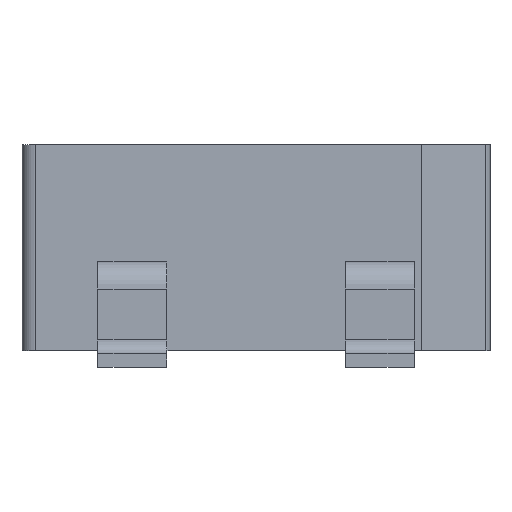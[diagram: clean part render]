
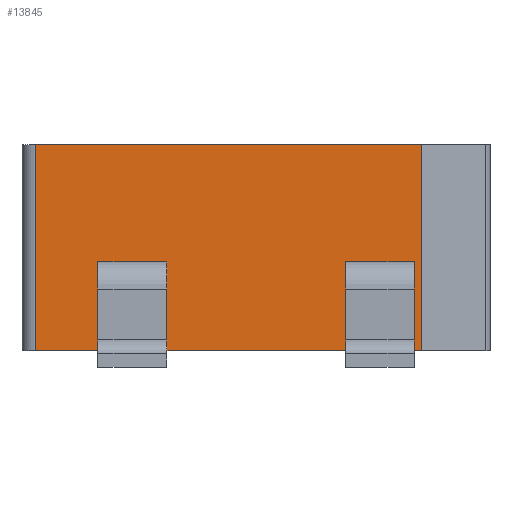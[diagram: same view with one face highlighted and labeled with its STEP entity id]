
A CAD part, left-side view. The second image highlights one B-rep face of the part: STEP entity #13845.
In plain terms, the highlighted planar face has unit normal (-1, 0, 0).
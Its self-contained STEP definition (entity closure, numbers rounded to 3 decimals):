
#190 = DIRECTION ( 'NONE',  ( 0., -1., 0. ) ) ;
#214 = EDGE_CURVE ( 'NONE', #6681, #3255, #10764, .T. ) ;
#253 = VECTOR ( 'NONE', #13569, 1000. ) ;
#270 = LINE ( 'NONE', #8461, #5375 ) ;
#537 = LINE ( 'NONE', #16216, #4104 ) ;
#572 = CARTESIAN_POINT ( 'NONE',  ( -1.35, 1.6, -1.5 ) ) ;
#679 = CARTESIAN_POINT ( 'NONE',  ( -1.35, 0.65, -0.85 ) ) ;
#684 = ORIENTED_EDGE ( 'NONE', *, *, #1220, .T. ) ;
#756 = VECTOR ( 'NONE', #5113, 1000. ) ;
#842 = CARTESIAN_POINT ( 'NONE',  ( -1.35, -0.65, -0.95 ) ) ;
#1220 = EDGE_CURVE ( 'NONE', #12363, #6681, #11516, .T. ) ;
#1243 = VERTEX_POINT ( 'NONE', #15995 ) ;
#1485 = CARTESIAN_POINT ( 'NONE',  ( -1.35, -1.15, -0.85 ) ) ;
#2004 = FACE_BOUND ( 'NONE', #12831, .T. ) ;
#2174 = CARTESIAN_POINT ( 'NONE',  ( -1.35, 1.6, 0. ) ) ;
#2682 = DIRECTION ( 'NONE',  ( 0., 0., -1. ) ) ;
#2834 = ORIENTED_EDGE ( 'NONE', *, *, #214, .T. ) ;
#2858 = VERTEX_POINT ( 'NONE', #8317 ) ;
#3030 = ORIENTED_EDGE ( 'NONE', *, *, #16727, .T. ) ;
#3255 = VERTEX_POINT ( 'NONE', #679 ) ;
#3374 = DIRECTION ( 'NONE',  ( -1., 0., 0. ) ) ;
#3588 = VERTEX_POINT ( 'NONE', #15500 ) ;
#3590 = CARTESIAN_POINT ( 'NONE',  ( -1.35, 0.65, -0.95 ) ) ;
#3653 = VERTEX_POINT ( 'NONE', #14923 ) ;
#3830 = ORIENTED_EDGE ( 'NONE', *, *, #8100, .T. ) ;
#4104 = VECTOR ( 'NONE', #13160, 1000. ) ;
#4256 = ORIENTED_EDGE ( 'NONE', *, *, #5283, .T. ) ;
#4314 = CARTESIAN_POINT ( 'NONE',  ( -1.35, 1.15, -0.85 ) ) ;
#4485 = ORIENTED_EDGE ( 'NONE', *, *, #7492, .T. ) ;
#4979 = VECTOR ( 'NONE', #11861, 1000. ) ;
#4980 = CARTESIAN_POINT ( 'NONE',  ( -1.35, 1.6, -1.5 ) ) ;
#5113 = DIRECTION ( 'NONE',  ( 0., 1., 0. ) ) ;
#5283 = EDGE_CURVE ( 'NONE', #12524, #13010, #9624, .T. ) ;
#5375 = VECTOR ( 'NONE', #9967, 1000. ) ;
#5434 = VECTOR ( 'NONE', #14424, 1000. ) ;
#5453 = VECTOR ( 'NONE', #14975, 1000. ) ;
#6093 = DIRECTION ( 'NONE',  ( 0., 0., -1. ) ) ;
#6361 = EDGE_CURVE ( 'NONE', #3588, #1243, #12224, .T. ) ;
#6675 = CARTESIAN_POINT ( 'NONE',  ( -1.35, 1.15, -0.95 ) ) ;
#6681 = VERTEX_POINT ( 'NONE', #4314 ) ;
#6821 = ORIENTED_EDGE ( 'NONE', *, *, #9387, .F. ) ;
#7492 = EDGE_CURVE ( 'NONE', #1243, #12325, #537, .T. ) ;
#7966 = EDGE_CURVE ( 'NONE', #3255, #14136, #14990, .T. ) ;
#7967 = ORIENTED_EDGE ( 'NONE', *, *, #8883, .T. ) ;
#8100 = EDGE_CURVE ( 'NONE', #2858, #3588, #15211, .T. ) ;
#8223 = DIRECTION ( 'NONE',  ( 0., -1., 0. ) ) ;
#8234 = LINE ( 'NONE', #6675, #756 ) ;
#8317 = CARTESIAN_POINT ( 'NONE',  ( -1.35, -1.15, -0.85 ) ) ;
#8461 = CARTESIAN_POINT ( 'NONE',  ( -1.35, -1.2, -1.5 ) ) ;
#8883 = EDGE_CURVE ( 'NONE', #12325, #2858, #9989, .T. ) ;
#8898 = FACE_OUTER_BOUND ( 'NONE', #14928, .T. ) ;
#9093 = VECTOR ( 'NONE', #11186, 1000. ) ;
#9333 = CARTESIAN_POINT ( 'NONE',  ( -1.35, -0.65, -0.85 ) ) ;
#9387 = EDGE_CURVE ( 'NONE', #13125, #3653, #16169, .T. ) ;
#9425 = ORIENTED_EDGE ( 'NONE', *, *, #7966, .T. ) ;
#9624 = LINE ( 'NONE', #11315, #12226 ) ;
#9801 = CARTESIAN_POINT ( 'NONE',  ( -1.35, 0.65, -0.85 ) ) ;
#9967 = DIRECTION ( 'NONE',  ( 0., 0., 1. ) ) ;
#9989 = LINE ( 'NONE', #15790, #15278 ) ;
#10196 = AXIS2_PLACEMENT_3D ( 'NONE', #16014, #3374, #17487 ) ;
#10396 = CARTESIAN_POINT ( 'NONE',  ( -1.35, 1.15, -0.85 ) ) ;
#10415 = PLANE ( 'NONE',  #10196 ) ;
#10680 = EDGE_CURVE ( 'NONE', #13010, #3653, #270, .T. ) ;
#10764 = LINE ( 'NONE', #16358, #5453 ) ;
#11186 = DIRECTION ( 'NONE',  ( 0., 0., -1. ) ) ;
#11315 = CARTESIAN_POINT ( 'NONE',  ( -1.35, -1.7, -1.5 ) ) ;
#11359 = ORIENTED_EDGE ( 'NONE', *, *, #6361, .T. ) ;
#11481 = VECTOR ( 'NONE', #2682, 1000. ) ;
#11516 = LINE ( 'NONE', #10396, #5434 ) ;
#11768 = VECTOR ( 'NONE', #6093, 1000. ) ;
#11861 = DIRECTION ( 'NONE',  ( 0., -1., 0. ) ) ;
#12069 = ORIENTED_EDGE ( 'NONE', *, *, #10680, .T. ) ;
#12224 = LINE ( 'NONE', #842, #253 ) ;
#12226 = VECTOR ( 'NONE', #8223, 1000. ) ;
#12325 = VERTEX_POINT ( 'NONE', #9333 ) ;
#12363 = VERTEX_POINT ( 'NONE', #17373 ) ;
#12411 = EDGE_LOOP ( 'NONE', ( #7967, #3830, #11359, #4485 ) ) ;
#12524 = VERTEX_POINT ( 'NONE', #4980 ) ;
#12831 = EDGE_LOOP ( 'NONE', ( #2834, #9425, #17971, #684 ) ) ;
#13010 = VERTEX_POINT ( 'NONE', #13058 ) ;
#13058 = CARTESIAN_POINT ( 'NONE',  ( -1.35, -1.2, -1.5 ) ) ;
#13112 = LINE ( 'NONE', #572, #11768 ) ;
#13125 = VERTEX_POINT ( 'NONE', #2174 ) ;
#13160 = DIRECTION ( 'NONE',  ( 0., 0., 1. ) ) ;
#13210 = CARTESIAN_POINT ( 'NONE',  ( -1.35, -1.7, 0. ) ) ;
#13569 = DIRECTION ( 'NONE',  ( 0., 1., 0. ) ) ;
#13845 = ADVANCED_FACE ( 'NONE', ( #16109, #2004, #8898 ), #10415, .T. ) ;
#13895 = EDGE_CURVE ( 'NONE', #14136, #12363, #8234, .T. ) ;
#14136 = VERTEX_POINT ( 'NONE', #3590 ) ;
#14424 = DIRECTION ( 'NONE',  ( 0., 0., 1. ) ) ;
#14923 = CARTESIAN_POINT ( 'NONE',  ( -1.35, -1.2, 0. ) ) ;
#14928 = EDGE_LOOP ( 'NONE', ( #6821, #3030, #4256, #12069 ) ) ;
#14975 = DIRECTION ( 'NONE',  ( 0., -1., 0. ) ) ;
#14990 = LINE ( 'NONE', #9801, #11481 ) ;
#15211 = LINE ( 'NONE', #1485, #9093 ) ;
#15278 = VECTOR ( 'NONE', #190, 1000. ) ;
#15500 = CARTESIAN_POINT ( 'NONE',  ( -1.35, -1.15, -0.95 ) ) ;
#15790 = CARTESIAN_POINT ( 'NONE',  ( -1.35, -0.65, -0.85 ) ) ;
#15995 = CARTESIAN_POINT ( 'NONE',  ( -1.35, -0.65, -0.95 ) ) ;
#16014 = CARTESIAN_POINT ( 'NONE',  ( -1.35, -1.7, -1.5 ) ) ;
#16109 = FACE_BOUND ( 'NONE', #12411, .T. ) ;
#16169 = LINE ( 'NONE', #13210, #4979 ) ;
#16216 = CARTESIAN_POINT ( 'NONE',  ( -1.35, -0.65, -0.85 ) ) ;
#16358 = CARTESIAN_POINT ( 'NONE',  ( -1.35, 1.15, -0.85 ) ) ;
#16727 = EDGE_CURVE ( 'NONE', #13125, #12524, #13112, .T. ) ;
#17373 = CARTESIAN_POINT ( 'NONE',  ( -1.35, 1.15, -0.95 ) ) ;
#17487 = DIRECTION ( 'NONE',  ( 0., 0., 1. ) ) ;
#17971 = ORIENTED_EDGE ( 'NONE', *, *, #13895, .T. ) ;
